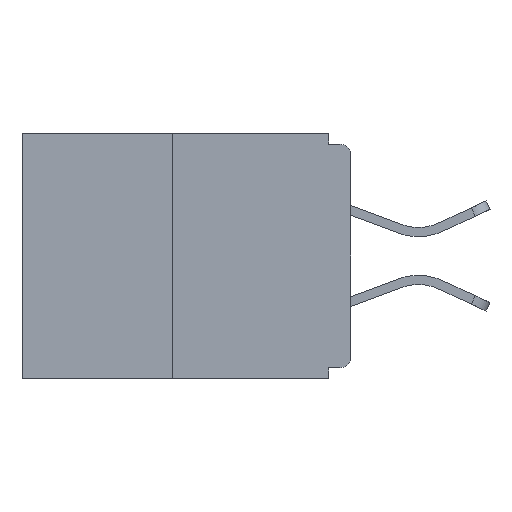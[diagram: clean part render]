
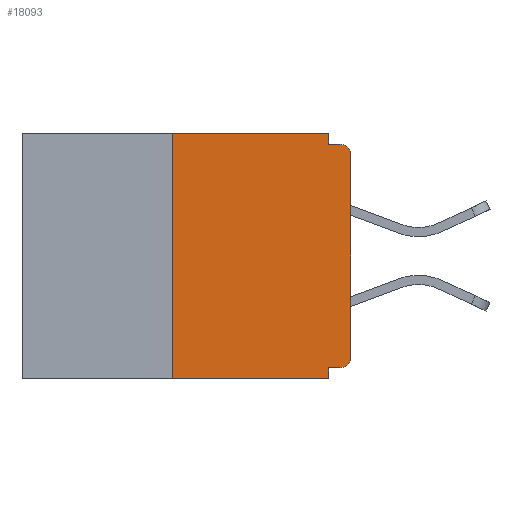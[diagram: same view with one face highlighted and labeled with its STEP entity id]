
A CAD part, left-side view. The second image highlights one B-rep face of the part: STEP entity #18093.
In plain terms, the highlighted planar face has unit normal (-1, 0, 0).
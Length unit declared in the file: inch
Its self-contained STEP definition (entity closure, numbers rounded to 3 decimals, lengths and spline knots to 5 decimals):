
#1209 = AXIS2_PLACEMENT_3D ( 'NONE', #9872, #25880, #19476 ) ;
#1310 = VERTEX_POINT ( 'NONE', #15973 ) ;
#1601 = EDGE_CURVE ( 'NONE', #14090, #13319, #7278, .T. ) ;
#2000 = DIRECTION ( 'NONE',  ( 0., 0., 1. ) ) ;
#2146 = EDGE_CURVE ( 'NONE', #3351, #3578, #15632, .T. ) ;
#2150 = CARTESIAN_POINT ( 'NONE',  ( 0., 0., 0. ) ) ;
#2433 = ORIENTED_EDGE ( 'NONE', *, *, #11796, .T. ) ;
#3324 = VECTOR ( 'NONE', #7267, 39.37008 ) ;
#3351 = VERTEX_POINT ( 'NONE', #23622 ) ;
#3431 = DIRECTION ( 'NONE',  ( 0., 0., 1. ) ) ;
#3498 = VECTOR ( 'NONE', #3431, 39.37008 ) ;
#3578 = VERTEX_POINT ( 'NONE', #4948 ) ;
#4183 = EDGE_CURVE ( 'NONE', #16113, #5748, #23861, .T. ) ;
#4473 = CARTESIAN_POINT ( 'NONE',  ( 0., 0.031, -0.015 ) ) ;
#4948 = CARTESIAN_POINT ( 'NONE',  ( 0., 0.031, -0.328 ) ) ;
#5052 = ORIENTED_EDGE ( 'NONE', *, *, #21356, .T. ) ;
#5345 = CARTESIAN_POINT ( 'NONE',  ( 0., 0., -0.03 ) ) ;
#5631 = DIRECTION ( 'NONE',  ( 0., 0., -1. ) ) ;
#5658 = CARTESIAN_POINT ( 'NONE',  ( 0., 0., -0.328 ) ) ;
#5748 = VERTEX_POINT ( 'NONE', #15916 ) ;
#5866 = CARTESIAN_POINT ( 'NONE',  ( 0., 0.46, -0.343 ) ) ;
#5896 = CIRCLE ( 'NONE', #19735, 0.015 ) ;
#5941 = CARTESIAN_POINT ( 'NONE',  ( 0., 0.46, 0. ) ) ;
#5949 = ORIENTED_EDGE ( 'NONE', *, *, #19563, .T. ) ;
#6349 = VERTEX_POINT ( 'NONE', #18516 ) ;
#6612 = ORIENTED_EDGE ( 'NONE', *, *, #2146, .F. ) ;
#6652 = VECTOR ( 'NONE', #21891, 39.37008 ) ;
#6947 = EDGE_CURVE ( 'NONE', #1310, #7808, #15496, .T. ) ;
#6994 = LINE ( 'NONE', #15013, #3324 ) ;
#7267 = DIRECTION ( 'NONE',  ( 0., -1., 0. ) ) ;
#7278 = LINE ( 'NONE', #23053, #22495 ) ;
#7571 = LINE ( 'NONE', #11784, #23106 ) ;
#7808 = VERTEX_POINT ( 'NONE', #23308 ) ;
#7942 = ORIENTED_EDGE ( 'NONE', *, *, #1601, .F. ) ;
#8695 = AXIS2_PLACEMENT_3D ( 'NONE', #23893, #23758, #19552 ) ;
#9537 = CARTESIAN_POINT ( 'NONE',  ( 0., 0.015, -0.313 ) ) ;
#9831 = CARTESIAN_POINT ( 'NONE',  ( 0., 0.25, 0. ) ) ;
#9872 = CARTESIAN_POINT ( 'NONE',  ( 0., 0.015, -0.03 ) ) ;
#11142 = VECTOR ( 'NONE', #25854, 39.37008 ) ;
#11784 = CARTESIAN_POINT ( 'NONE',  ( 0., 0.031, -0.343 ) ) ;
#11796 = EDGE_CURVE ( 'NONE', #1310, #6349, #23862, .T. ) ;
#11847 = VERTEX_POINT ( 'NONE', #16610 ) ;
#13319 = VERTEX_POINT ( 'NONE', #4473 ) ;
#13647 = PLANE ( 'NONE',  #8695 ) ;
#13866 = EDGE_LOOP ( 'NONE', ( #14308, #15923, #2433, #22172, #6612, #5052, #5949, #22866, #18494, #7942 ) ) ;
#14090 = VERTEX_POINT ( 'NONE', #15566 ) ;
#14308 = ORIENTED_EDGE ( 'NONE', *, *, #22423, .F. ) ;
#15013 = CARTESIAN_POINT ( 'NONE',  ( 0., 0., -0.015 ) ) ;
#15496 = LINE ( 'NONE', #9831, #3498 ) ;
#15566 = CARTESIAN_POINT ( 'NONE',  ( 0., 0.031, 0. ) ) ;
#15621 = FACE_OUTER_BOUND ( 'NONE', #13866, .T. ) ;
#15632 = LINE ( 'NONE', #5658, #11142 ) ;
#15916 = CARTESIAN_POINT ( 'NONE',  ( 0., 0.015, -0.015 ) ) ;
#15923 = ORIENTED_EDGE ( 'NONE', *, *, #6947, .F. ) ;
#15973 = CARTESIAN_POINT ( 'NONE',  ( 0., 0.25, -0.343 ) ) ;
#16113 = VERTEX_POINT ( 'NONE', #5345 ) ;
#16610 = CARTESIAN_POINT ( 'NONE',  ( 0., 0., -0.313 ) ) ;
#17817 = DIRECTION ( 'NONE',  ( -1., 0., 0. ) ) ;
#18093 = ADVANCED_FACE ( 'NONE', ( #15621 ), #13647, .F. ) ;
#18494 = ORIENTED_EDGE ( 'NONE', *, *, #24294, .F. ) ;
#18516 = CARTESIAN_POINT ( 'NONE',  ( 0., 0.031, -0.343 ) ) ;
#19280 = DIRECTION ( 'NONE',  ( 0., 0., -1. ) ) ;
#19372 = DIRECTION ( 'NONE',  ( 0., 0., -1. ) ) ;
#19476 = DIRECTION ( 'NONE',  ( 0., 0., -1. ) ) ;
#19552 = DIRECTION ( 'NONE',  ( 0., 0., -1. ) ) ;
#19563 = EDGE_CURVE ( 'NONE', #11847, #16113, #20120, .T. ) ;
#19735 = AXIS2_PLACEMENT_3D ( 'NONE', #9537, #17817, #5631 ) ;
#20120 = LINE ( 'NONE', #2150, #25098 ) ;
#20246 = LINE ( 'NONE', #5941, #24813 ) ;
#21356 = EDGE_CURVE ( 'NONE', #3351, #11847, #5896, .T. ) ;
#21414 = EDGE_CURVE ( 'NONE', #3578, #6349, #7571, .T. ) ;
#21891 = DIRECTION ( 'NONE',  ( 0., -1., 0. ) ) ;
#22172 = ORIENTED_EDGE ( 'NONE', *, *, #21414, .F. ) ;
#22423 = EDGE_CURVE ( 'NONE', #7808, #14090, #20246, .T. ) ;
#22495 = VECTOR ( 'NONE', #19372, 39.37008 ) ;
#22866 = ORIENTED_EDGE ( 'NONE', *, *, #4183, .T. ) ;
#23053 = CARTESIAN_POINT ( 'NONE',  ( 0., 0.031, 0. ) ) ;
#23106 = VECTOR ( 'NONE', #19280, 39.37008 ) ;
#23308 = CARTESIAN_POINT ( 'NONE',  ( 0., 0.25, 0. ) ) ;
#23622 = CARTESIAN_POINT ( 'NONE',  ( 0., 0.015, -0.328 ) ) ;
#23758 = DIRECTION ( 'NONE',  ( 1., 0., 0. ) ) ;
#23861 = CIRCLE ( 'NONE', #1209, 0.015 ) ;
#23862 = LINE ( 'NONE', #5866, #6652 ) ;
#23893 = CARTESIAN_POINT ( 'NONE',  ( 0., 0.46, 0. ) ) ;
#23934 = DIRECTION ( 'NONE',  ( 0., -1., 0. ) ) ;
#24294 = EDGE_CURVE ( 'NONE', #13319, #5748, #6994, .T. ) ;
#24813 = VECTOR ( 'NONE', #23934, 39.37008 ) ;
#25098 = VECTOR ( 'NONE', #2000, 39.37008 ) ;
#25854 = DIRECTION ( 'NONE',  ( 0., 1., 0. ) ) ;
#25880 = DIRECTION ( 'NONE',  ( -1., 0., 0. ) ) ;
